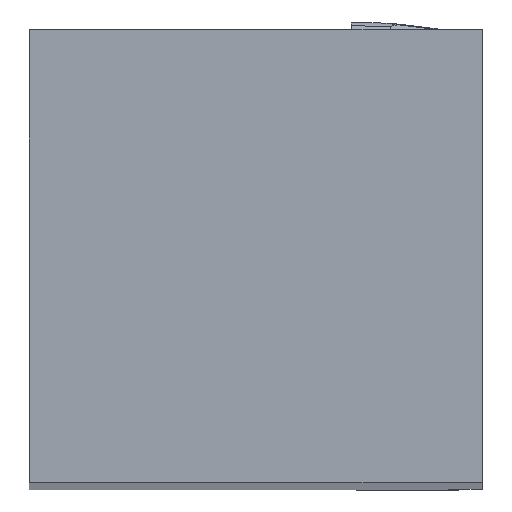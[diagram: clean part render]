
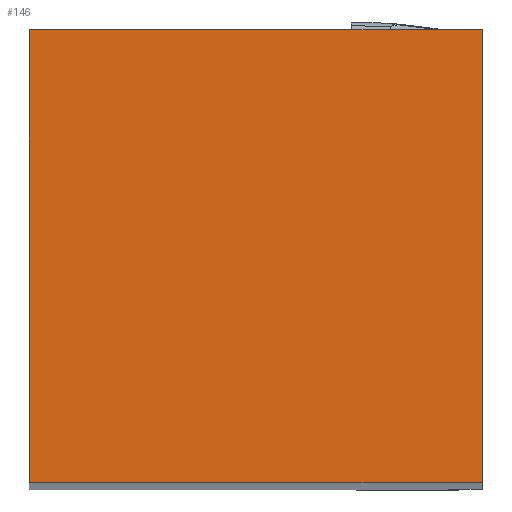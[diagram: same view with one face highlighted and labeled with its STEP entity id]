
A CAD part, top view. The second image highlights one B-rep face of the part: STEP entity #146.
In plain terms, the highlighted planar face has unit normal (0, 0, 1).
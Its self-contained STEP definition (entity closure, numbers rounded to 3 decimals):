
#146=ADVANCED_FACE('',(#217),#186,.F.);
#186=PLANE('',#895);
#217=FACE_OUTER_BOUND('',#250,.T.);
#250=EDGE_LOOP('',(#328,#329,#330,#331));
#328=ORIENTED_EDGE('',*,*,#582,.F.);
#329=ORIENTED_EDGE('',*,*,#573,.F.);
#330=ORIENTED_EDGE('',*,*,#563,.T.);
#331=ORIENTED_EDGE('',*,*,#579,.T.);
#496=VERTEX_POINT('',#1189);
#497=VERTEX_POINT('',#1191);
#505=VERTEX_POINT('',#1211);
#508=VERTEX_POINT('',#1220);
#563=EDGE_CURVE('',#497,#496,#661,.T.);
#573=EDGE_CURVE('',#497,#505,#671,.T.);
#579=EDGE_CURVE('',#496,#508,#677,.T.);
#582=EDGE_CURVE('',#505,#508,#680,.T.);
#661=LINE('',#1190,#741);
#671=LINE('',#1210,#751);
#677=LINE('',#1221,#757);
#680=LINE('',#1225,#760);
#741=VECTOR('',#970,1.);
#751=VECTOR('',#984,1.);
#757=VECTOR('',#992,1.);
#760=VECTOR('',#997,1.);
#895=AXIS2_PLACEMENT_3D('',#1227,#1000,#1001);
#970=DIRECTION('',(0.,-1.,0.));
#984=DIRECTION('',(1.,0.,0.));
#992=DIRECTION('',(1.,0.,0.));
#997=DIRECTION('',(0.,-1.,0.));
#1000=DIRECTION('',(0.,0.,-1.));
#1001=DIRECTION('',(0.,-1.,0.));
#1189=CARTESIAN_POINT('',(0.,0.,0.));
#1190=CARTESIAN_POINT('',(0.,12.,0.));
#1191=CARTESIAN_POINT('',(0.,12.,0.));
#1210=CARTESIAN_POINT('',(2.,12.,0.));
#1211=CARTESIAN_POINT('',(12.,12.,0.));
#1220=CARTESIAN_POINT('',(12.,0.,0.));
#1221=CARTESIAN_POINT('',(0.,0.,0.));
#1225=CARTESIAN_POINT('',(12.,12.,0.));
#1227=CARTESIAN_POINT('',(2.,12.,0.));
